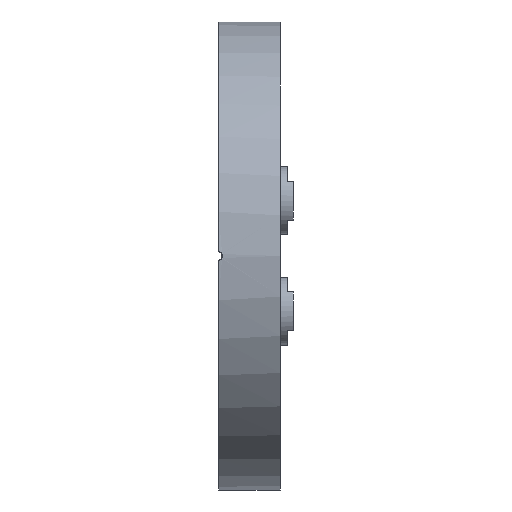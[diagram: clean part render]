
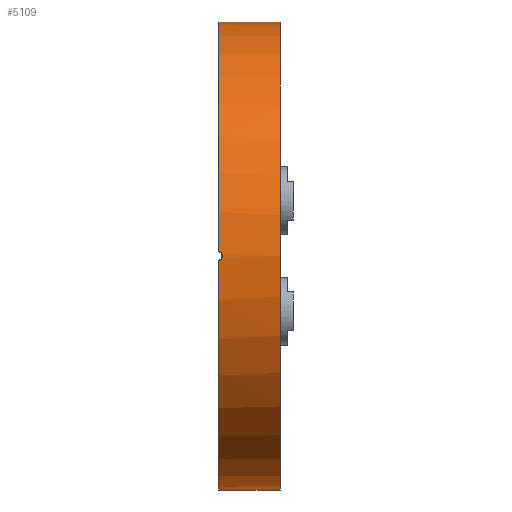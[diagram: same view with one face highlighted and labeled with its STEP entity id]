
A CAD part, left-side view. The second image highlights one B-rep face of the part: STEP entity #5109.
In plain terms, the highlighted cylindrical face has radius 57.15 mm (diameter 114.3 mm), a partial arc.
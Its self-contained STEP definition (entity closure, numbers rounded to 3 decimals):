
#10 = CARTESIAN_POINT ( 'NONE',  ( 0., -15., -57.15 ) ) ;
#29 = ORIENTED_EDGE ( 'NONE', *, *, #2604, .F. ) ;
#119 = CARTESIAN_POINT ( 'NONE',  ( -57.144, -0.615, 0.799 ) ) ;
#588 = CARTESIAN_POINT ( 'NONE',  ( -57.142, -0.262, 0.974 ) ) ;
#721 = CARTESIAN_POINT ( 'NONE',  ( 0., 0., 0. ) ) ;
#775 = B_SPLINE_CURVE_WITH_KNOTS ( 'NONE', 3,
 ( #1877, #5153, #588, #3285, #119, #3768, #2643, #5256, #5480, #4793, #3229, #3074, #5414, #2337, #2193, #4559 ),
 .UNSPECIFIED., .F., .F.,
 ( 4, 2, 2, 2, 2, 2, 2, 4 ),
 ( 0., 0., 0.001, 0.001, 0.002, 0.002, 0.002, 0.003 ),
 .UNSPECIFIED. ) ;
#889 = DIRECTION ( 'NONE',  ( 0., 0., 1. ) ) ;
#918 = CARTESIAN_POINT ( 'NONE',  ( 0., -15., 0. ) ) ;
#983 = VECTOR ( 'NONE', #1832, 1000. ) ;
#1007 = VERTEX_POINT ( 'NONE', #3802 ) ;
#1069 = ORIENTED_EDGE ( 'NONE', *, *, #1717, .F. ) ;
#1168 = AXIS2_PLACEMENT_3D ( 'NONE', #918, #5917, #889 ) ;
#1191 = ORIENTED_EDGE ( 'NONE', *, *, #2840, .F. ) ;
#1236 = CARTESIAN_POINT ( 'NONE',  ( 0., -15., 57.15 ) ) ;
#1296 = CARTESIAN_POINT ( 'NONE',  ( 0., -15., -57.15 ) ) ;
#1373 = FACE_OUTER_BOUND ( 'NONE', #3985, .T. ) ;
#1698 = CYLINDRICAL_SURFACE ( 'NONE', #1168, 57.15 ) ;
#1717 = EDGE_CURVE ( 'NONE', #1787, #2411, #4533, .T. ) ;
#1735 = ORIENTED_EDGE ( 'NONE', *, *, #2340, .T. ) ;
#1787 = VERTEX_POINT ( 'NONE', #4944 ) ;
#1832 = DIRECTION ( 'NONE',  ( 0., 1., 0. ) ) ;
#1877 = CARTESIAN_POINT ( 'NONE',  ( -57.141, 0., 1. ) ) ;
#2129 = EDGE_CURVE ( 'NONE', #1007, #2411, #775, .T. ) ;
#2142 = VERTEX_POINT ( 'NONE', #1296 ) ;
#2193 = CARTESIAN_POINT ( 'NONE',  ( -57.141, -0.264, -1. ) ) ;
#2271 = CARTESIAN_POINT ( 'NONE',  ( 0., -15., 0. ) ) ;
#2337 = CARTESIAN_POINT ( 'NONE',  ( -57.143, -0.521, -0.893 ) ) ;
#2340 = EDGE_CURVE ( 'NONE', #2142, #3906, #5599, .T. ) ;
#2411 = VERTEX_POINT ( 'NONE', #2654 ) ;
#2594 = DIRECTION ( 'NONE',  ( 0., 0., 1. ) ) ;
#2604 = EDGE_CURVE ( 'NONE', #2142, #1787, #2812, .T. ) ;
#2643 = CARTESIAN_POINT ( 'NONE',  ( -57.148, -0.874, 0.503 ) ) ;
#2654 = CARTESIAN_POINT ( 'NONE',  ( -57.141, 0., -1. ) ) ;
#2745 = CARTESIAN_POINT ( 'NONE',  ( 0., 0., 0. ) ) ;
#2812 = LINE ( 'NONE', #10, #983 ) ;
#2840 = EDGE_CURVE ( 'NONE', #1007, #4811, #5760, .T. ) ;
#3074 = CARTESIAN_POINT ( 'NONE',  ( -57.148, -0.874, -0.503 ) ) ;
#3229 = CARTESIAN_POINT ( 'NONE',  ( -57.15, -0.974, -0.261 ) ) ;
#3285 = CARTESIAN_POINT ( 'NONE',  ( -57.143, -0.504, 0.874 ) ) ;
#3339 = ORIENTED_EDGE ( 'NONE', *, *, #3682, .T. ) ;
#3416 = DIRECTION ( 'NONE',  ( 0., 1., 0. ) ) ;
#3682 = EDGE_CURVE ( 'NONE', #3906, #4811, #4671, .T. ) ;
#3700 = AXIS2_PLACEMENT_3D ( 'NONE', #721, #3416, #5734 ) ;
#3712 = CARTESIAN_POINT ( 'NONE',  ( 0., -15., 57.15 ) ) ;
#3768 = CARTESIAN_POINT ( 'NONE',  ( -57.147, -0.799, 0.615 ) ) ;
#3774 = DIRECTION ( 'NONE',  ( 0., 1., 0. ) ) ;
#3802 = CARTESIAN_POINT ( 'NONE',  ( -57.141, 0., 1. ) ) ;
#3906 = VERTEX_POINT ( 'NONE', #3712 ) ;
#3985 = EDGE_LOOP ( 'NONE', ( #29, #1735, #3339, #1191, #4489, #1069 ) ) ;
#4171 = AXIS2_PLACEMENT_3D ( 'NONE', #2745, #3774, #2594 ) ;
#4489 = ORIENTED_EDGE ( 'NONE', *, *, #2129, .T. ) ;
#4533 = CIRCLE ( 'NONE', #4171, 57.15 ) ;
#4559 = CARTESIAN_POINT ( 'NONE',  ( -57.141, 0., -1. ) ) ;
#4591 = VECTOR ( 'NONE', #4913, 1000. ) ;
#4620 = DIRECTION ( 'NONE',  ( 0., 1., 0. ) ) ;
#4671 = LINE ( 'NONE', #1236, #4591 ) ;
#4793 = CARTESIAN_POINT ( 'NONE',  ( -57.15, -1., -0.13 ) ) ;
#4811 = VERTEX_POINT ( 'NONE', #5409 ) ;
#4913 = DIRECTION ( 'NONE',  ( 0., 1., 0. ) ) ;
#4944 = CARTESIAN_POINT ( 'NONE',  ( 0., 0., -57.15 ) ) ;
#5088 = DIRECTION ( 'NONE',  ( 0., 0., 1. ) ) ;
#5109 = ADVANCED_FACE ( 'NONE', ( #1373 ), #1698, .T. ) ;
#5153 = CARTESIAN_POINT ( 'NONE',  ( -57.141, -0.132, 1. ) ) ;
#5256 = CARTESIAN_POINT ( 'NONE',  ( -57.15, -0.974, 0.263 ) ) ;
#5409 = CARTESIAN_POINT ( 'NONE',  ( 0., 0., 57.15 ) ) ;
#5414 = CARTESIAN_POINT ( 'NONE',  ( -57.147, -0.801, -0.613 ) ) ;
#5480 = CARTESIAN_POINT ( 'NONE',  ( -57.15, -1., 0.131 ) ) ;
#5599 = CIRCLE ( 'NONE', #5805, 57.15 ) ;
#5734 = DIRECTION ( 'NONE',  ( 0., 0., 1. ) ) ;
#5760 = CIRCLE ( 'NONE', #3700, 57.15 ) ;
#5805 = AXIS2_PLACEMENT_3D ( 'NONE', #2271, #4620, #5088 ) ;
#5917 = DIRECTION ( 'NONE',  ( 0., 1., 0. ) ) ;
